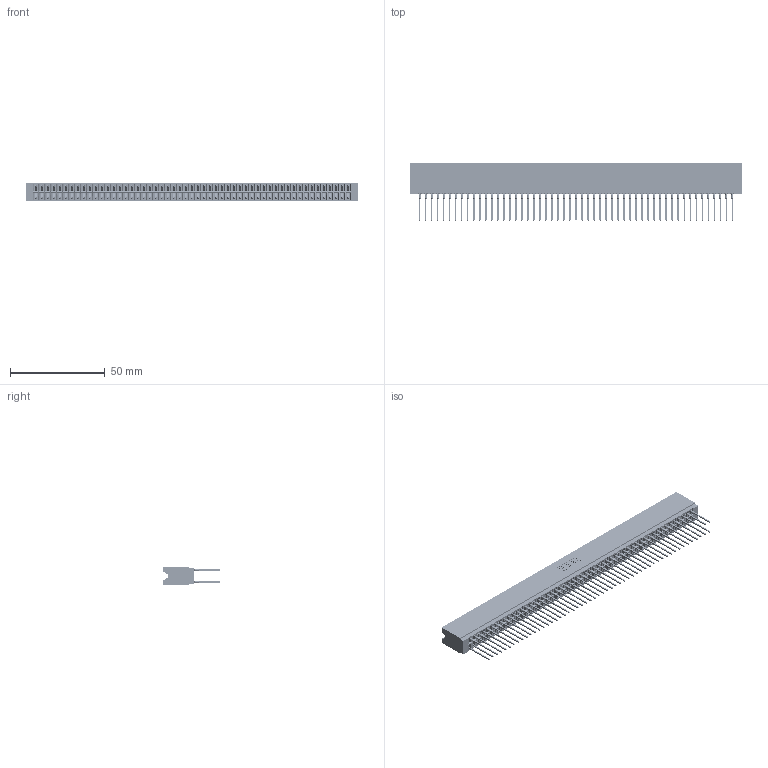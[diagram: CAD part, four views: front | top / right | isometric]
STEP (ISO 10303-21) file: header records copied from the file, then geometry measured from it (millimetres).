
FILE_DESCRIPTION (( 'STEP AP203' ), '1' );
FILE_NAME ('746-106-540-606.STEP', '2026-03-04T23:45:25', ( '' ), ( '' ), 'SwSTEP 2.0', 'SolidWorks 2023', '' );
FILE_SCHEMA (( 'CONFIG_CONTROL_DESIGN' ));
Length unit declared in the file: millimetre
Products named in the file (3): 746 Part_.340 Slot Depth - 06; 746-292-001_540; 746-106-540-606
Assembly tree (107 placements, depth 2):
  746-106-540-606
    746 Part_.340 Slot Depth - 06
    746-292-001_540  x106
Bounding box: 175.51 x 30.59 x 9.91 mm (x, y, z)
Volume: 20428.5 mm3; surface area: 31676.3 mm2
Topology: 107 solids, 107 shells, 9585 faces, 26341 edges, 16764 vertices
Faces by surface type: plane 4932, bspline 2120, cylinder 1897, torus 636
Entity records: 80251 total; most frequent: CARTESIAN_POINT 15858, ORIENTED_EDGE 13832, DIRECTION 11530, EDGE_CURVE 6916, VECTOR 6202, LINE 6202, VERTEX_POINT 4584, AXIS2_PLACEMENT_3D 2664
